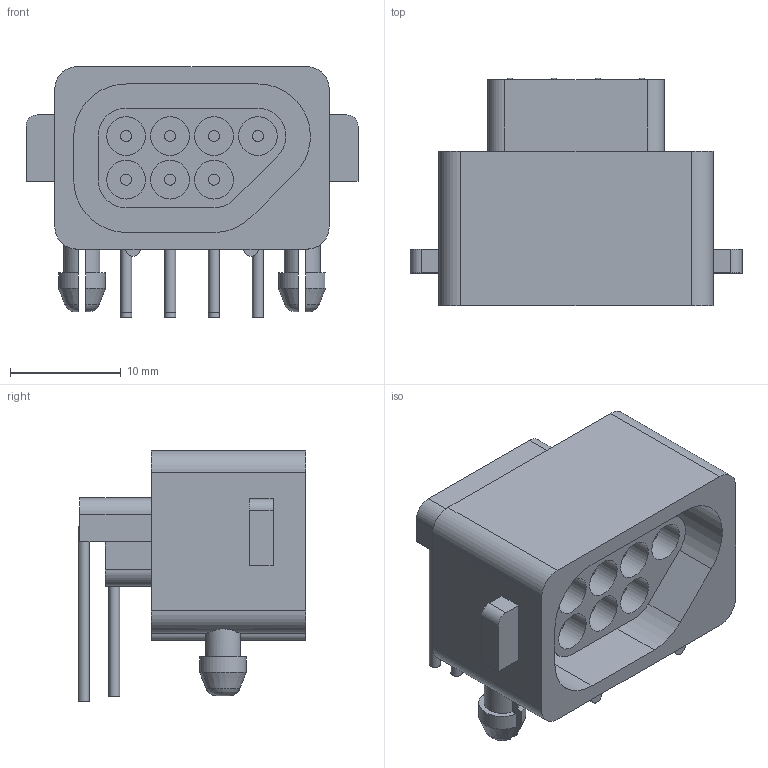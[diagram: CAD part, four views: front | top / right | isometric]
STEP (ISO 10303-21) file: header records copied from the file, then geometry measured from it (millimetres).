
FILE_DESCRIPTION(('FreeCAD Model'),'2;1');
FILE_NAME('NES_port2.step', '2021-04-05T20:02:40',('Author'),(''), 'Open CASCADE STEP processor 7.3','FreeCAD','Unknown');
FILE_SCHEMA(('AUTOMOTIVE_DESIGN { 1 0 10303 214 1 1 1 1 }'));
Length unit declared in the file: millimetre
Products named in the file (2): Fillet_main_plastic; Fusion_pins
Bounding box: 29.95 x 20.54 x 22.6 mm (x, y, z)
Volume: 4084.3 mm3; surface area: 5234.6 mm2
Topology: 8 solids, 8 shells, 196 faces, 481 edges, 306 vertices
Faces by surface type: plane 110, cylinder 67, torus 7, cone 6, revolution 6
Full cylindrical faces by diameter (mm): 1 x21, 3.5 x7
Entity records: 13233 total; most frequent: CARTESIAN_POINT 3565, DIRECTION 1800, LINE 973, VECTOR 973, ORIENTED_EDGE 962, PCURVE 962, DEFINITIONAL_REPRESENTATION 962, EDGE_CURVE 481
